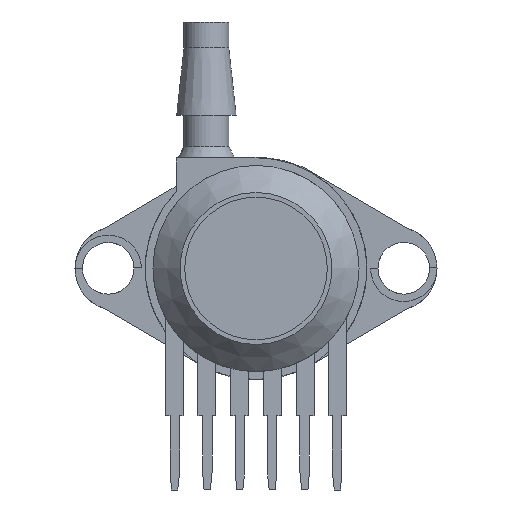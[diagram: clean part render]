
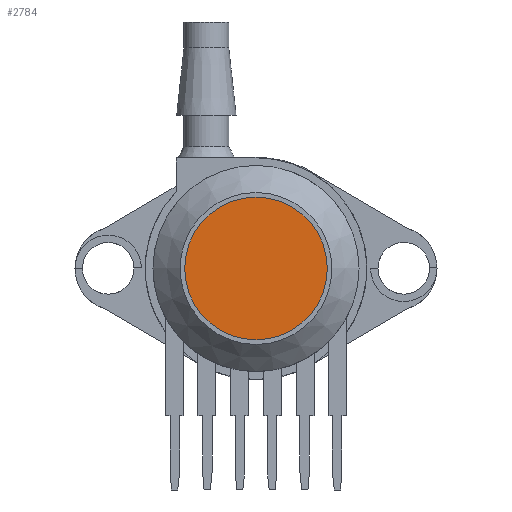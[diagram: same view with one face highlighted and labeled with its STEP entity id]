
A CAD part, front view. The second image highlights one B-rep face of the part: STEP entity #2784.
In plain terms, the highlighted planar face has unit normal (0, -1, 0).
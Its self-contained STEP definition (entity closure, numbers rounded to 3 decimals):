
#52=CIRCLE('',#2912,5.576);
#170=ORIENTED_EDGE('',*,*,#716,.T.);
#716=EDGE_CURVE('',#995,#995,#52,.T.);
#995=VERTEX_POINT('',#3712);
#1637=EDGE_LOOP('',(#170));
#1769=FACE_BOUND('',#1637,.T.);
#1891=PLANE('',#2911);
#2784=ADVANCED_FACE('',(#1769),#1891,.T.);
#2911=AXIS2_PLACEMENT_3D('',#3710,#3140,#3141);
#2912=AXIS2_PLACEMENT_3D('',#3711,#3142,#3143);
#3140=DIRECTION('',(0.,-1.,0.));
#3141=DIRECTION('',(1.,0.,0.));
#3142=DIRECTION('',(0.,-1.,0.));
#3143=DIRECTION('',(1.,0.,0.));
#3710=CARTESIAN_POINT('',(0.,-8.089,0.));
#3711=CARTESIAN_POINT('',(0.,-8.089,0.));
#3712=CARTESIAN_POINT('',(5.576,-8.089,0.));
